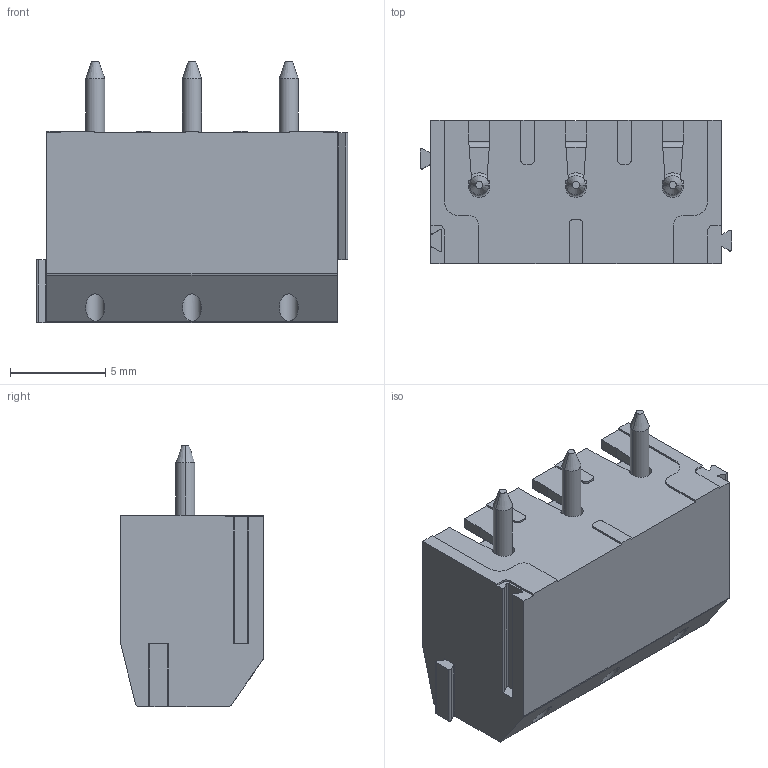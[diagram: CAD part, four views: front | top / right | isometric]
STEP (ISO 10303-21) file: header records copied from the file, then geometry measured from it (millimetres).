
FILE_DESCRIPTION((''),'2;1');
FILE_NAME('DB-H508-B001_ASM','2021-06-05T14:17:41',('hhj'),(''),'CREO PARAMETRIC BY PTC INC, 2018500','CREO PARAMETRIC BY PTC INC, 2018500','');
FILE_SCHEMA(('CONFIG_CONTROL_DESIGN'));
Length unit declared in the file: millimetre
Products named in the file (5): DB-H508-1001; DB-H500-2001; DB-H500-5001; DB-H500-5002; DB-H508-B001_ASM
Assembly tree (10 placements, depth 2):
  DB-H508-B001_ASM
    DB-H508-1001
    DB-H500-2001  x3
    DB-H500-5001  x3
    DB-H500-5002  x3
Bounding box: 16.34 x 7.5 x 13.7 mm (x, y, z)
Volume: 762.9 mm3; surface area: 2103.4 mm2
Topology: 10 solids, 10 shells, 637 faces, 1733 edges, 1124 vertices
Faces by surface type: plane 300, cylinder 220, bspline 48, cone 39, torus 30
Entity records: 17022 total; most frequent: CARTESIAN_POINT 6591, ORIENTED_EDGE 2278, DIRECTION 1997, EDGE_CURVE 1139, VERTEX_POINT 742, AXIS2_PLACEMENT_3D 666, VECTOR 665, LINE 665
